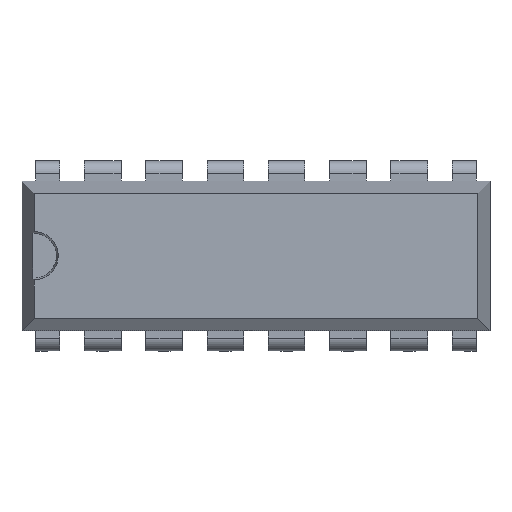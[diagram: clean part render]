
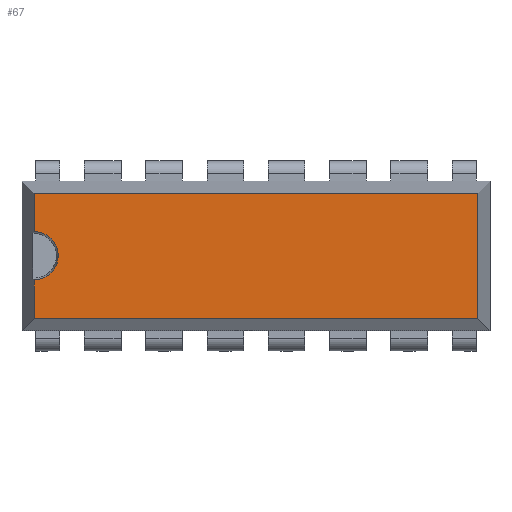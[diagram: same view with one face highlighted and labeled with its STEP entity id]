
A CAD part, top view. The second image highlights one B-rep face of the part: STEP entity #67.
In plain terms, the highlighted planar face has unit normal (0, 0, 1).
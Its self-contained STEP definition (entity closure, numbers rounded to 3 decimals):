
#67=ADVANCED_FACE('',(#2315),#2317,.T.);
#2315=FACE_BOUND('',#2316,.T.);
#2316=EDGE_LOOP('',(#4098,#4099,#4100,#4101,#4102,#4103));
#2317=PLANE('',#2318);
#2318=AXIS2_PLACEMENT_3D('',#2319,#2320,#2321);
#2319=CARTESIAN_POINT('',(1.27,0.71,4.66));
#2320=DIRECTION('',(0.,-0.,1.));
#2321=DIRECTION('',(0.,1.,0.));
#4098=ORIENTED_EDGE('',*,*,#5470,.T.);
#4099=ORIENTED_EDGE('',*,*,#5469,.F.);
#4100=ORIENTED_EDGE('',*,*,#5471,.F.);
#4101=ORIENTED_EDGE('',*,*,#5472,.T.);
#4102=ORIENTED_EDGE('',*,*,#5473,.T.);
#4103=ORIENTED_EDGE('',*,*,#5465,.F.);
#5465=EDGE_CURVE('',#6153,#6155,#6156,.T.);
#5469=EDGE_CURVE('',#6161,#6148,#6163,.T.);
#5470=EDGE_CURVE('',#6153,#6148,#6164,.F.);
#5471=EDGE_CURVE('',#6165,#6161,#6166,.T.);
#5472=EDGE_CURVE('',#6165,#6167,#6168,.T.);
#5473=EDGE_CURVE('',#6167,#6155,#6169,.T.);
#6148=VERTEX_POINT('',#7288);
#6153=VERTEX_POINT('',#7297);
#6155=VERTEX_POINT('',#7301);
#6156=LINE('',#7302,#7303);
#6161=VERTEX_POINT('',#7313);
#6163=LINE('',#7317,#7318);
#6164=CIRCLE('',#7320,1.);
#6165=VERTEX_POINT('',#7324);
#6166=LINE('',#7325,#7326);
#6167=VERTEX_POINT('',#7328);
#6168=LINE('',#7329,#7330);
#6169=LINE('',#7332,#7333);
#7288=CARTESIAN_POINT('',(-0.31,2.81,4.66));
#7297=CARTESIAN_POINT('',(-0.31,4.81,4.66));
#7301=CARTESIAN_POINT('',(-0.31,6.41,4.66));
#7302=CARTESIAN_POINT('',(-0.31,4.81,4.66));
#7303=VECTOR('',#7304,1.);
#7304=DIRECTION('',(0.,1.,0.));
#7313=CARTESIAN_POINT('',(-0.31,1.21,4.66));
#7317=CARTESIAN_POINT('',(-0.31,1.21,4.66));
#7318=VECTOR('',#7319,1.);
#7319=DIRECTION('',(0.,1.,0.));
#7320=AXIS2_PLACEMENT_3D('',#7321,#7322,#7323);
#7321=CARTESIAN_POINT('',(-0.31,3.81,4.66));
#7322=DIRECTION('',(0.,0.,1.));
#7323=DIRECTION('',(0.,-1.,0.));
#7324=CARTESIAN_POINT('',(18.09,1.21,4.66));
#7325=CARTESIAN_POINT('',(18.09,1.21,4.66));
#7326=VECTOR('',#7327,1.);
#7327=DIRECTION('',(-1.,0.,0.));
#7328=CARTESIAN_POINT('',(18.09,6.41,4.66));
#7329=CARTESIAN_POINT('',(18.09,1.21,4.66));
#7330=VECTOR('',#7331,1.);
#7331=DIRECTION('',(0.,1.,0.));
#7332=CARTESIAN_POINT('',(18.09,6.41,4.66));
#7333=VECTOR('',#7334,1.);
#7334=DIRECTION('',(-1.,0.,0.));
